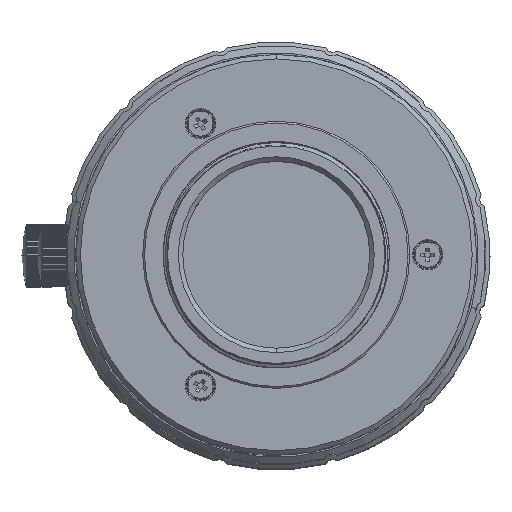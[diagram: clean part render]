
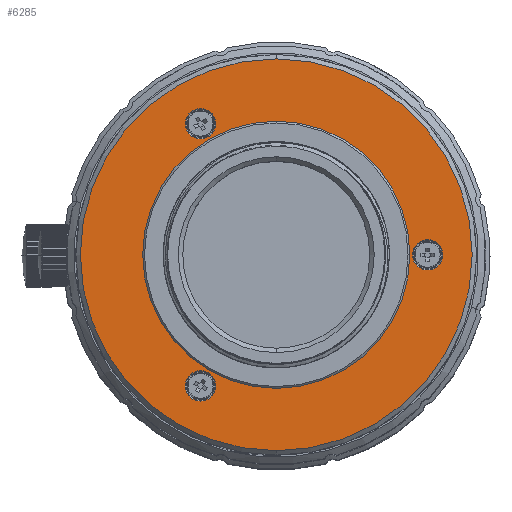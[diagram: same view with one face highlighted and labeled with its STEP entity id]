
A CAD part, top view. The second image highlights one B-rep face of the part: STEP entity #6285.
In plain terms, the highlighted planar face has unit normal (0, 0, 1).
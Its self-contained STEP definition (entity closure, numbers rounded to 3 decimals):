
#1053=CARTESIAN_POINT('',(0.,0.,17.3));
#1054=DIRECTION('',(0.,0.,-1.));
#1055=DIRECTION('',(0.,-1.,0.));
#1056=AXIS2_PLACEMENT_3D('',#1053,#1054,#1055);
#1058=CARTESIAN_POINT('',(0.,0.,17.3));
#1059=DIRECTION('',(0.,0.,-1.));
#1060=DIRECTION('',(0.,1.,0.));
#1061=AXIS2_PLACEMENT_3D('',#1058,#1059,#1060);
#1063=CARTESIAN_POINT('',(0.,0.,17.3));
#1064=DIRECTION('',(0.,0.,1.));
#1065=DIRECTION('',(0.,1.,0.));
#1066=AXIS2_PLACEMENT_3D('',#1063,#1064,#1065);
#1068=CARTESIAN_POINT('',(0.,0.,17.3));
#1069=DIRECTION('',(0.,0.,1.));
#1070=DIRECTION('',(0.,-1.,0.));
#1071=AXIS2_PLACEMENT_3D('',#1068,#1069,#1070);
#1073=CARTESIAN_POINT('',(17.,0.,17.3));
#1074=DIRECTION('',(0.,0.,1.));
#1075=DIRECTION('',(0.,-1.,0.));
#1076=AXIS2_PLACEMENT_3D('',#1073,#1074,#1075);
#1078=CARTESIAN_POINT('',(17.,0.,17.3));
#1079=DIRECTION('',(0.,0.,1.));
#1080=DIRECTION('',(0.,1.,0.));
#1081=AXIS2_PLACEMENT_3D('',#1078,#1079,#1080);
#1083=CARTESIAN_POINT('',(-8.5,14.722,17.3));
#1084=DIRECTION('',(0.,0.,1.));
#1085=DIRECTION('',(-0.866,-0.5,0.));
#1086=AXIS2_PLACEMENT_3D('',#1083,#1084,#1085);
#1088=CARTESIAN_POINT('',(-8.5,14.722,17.3));
#1089=DIRECTION('',(0.,0.,1.));
#1090=DIRECTION('',(0.,-1.,0.));
#1091=AXIS2_PLACEMENT_3D('',#1088,#1089,#1090);
#1093=CARTESIAN_POINT('',(-8.5,14.722,17.3));
#1094=DIRECTION('',(0.,0.,1.));
#1095=DIRECTION('',(0.866,0.5,0.));
#1096=AXIS2_PLACEMENT_3D('',#1093,#1094,#1095);
#1098=CARTESIAN_POINT('',(-8.5,14.722,17.3));
#1099=DIRECTION('',(0.,0.,1.));
#1100=DIRECTION('',(0.,1.,0.));
#1101=AXIS2_PLACEMENT_3D('',#1098,#1099,#1100);
#1103=CARTESIAN_POINT('',(-8.5,-14.722,17.3));
#1104=DIRECTION('',(0.,0.,1.));
#1105=DIRECTION('',(0.866,-0.5,0.));
#1106=AXIS2_PLACEMENT_3D('',#1103,#1104,#1105);
#1108=CARTESIAN_POINT('',(-8.5,-14.722,17.3));
#1109=DIRECTION('',(0.,0.,1.));
#1110=DIRECTION('',(0.,1.,0.));
#1111=AXIS2_PLACEMENT_3D('',#1108,#1109,#1110);
#1113=CARTESIAN_POINT('',(-8.5,-14.722,17.3));
#1114=DIRECTION('',(0.,0.,1.));
#1115=DIRECTION('',(-0.866,0.5,0.));
#1116=AXIS2_PLACEMENT_3D('',#1113,#1114,#1115);
#1118=CARTESIAN_POINT('',(-8.5,-14.722,17.3));
#1119=DIRECTION('',(0.,0.,1.));
#1120=DIRECTION('',(0.,-1.,0.));
#1121=AXIS2_PLACEMENT_3D('',#1118,#1119,#1120);
#5021=CARTESIAN_POINT('',(0.,-15.,17.3));
#5022=VERTEX_POINT('',#5021);
#5023=CARTESIAN_POINT('',(0.,15.,17.3));
#5024=VERTEX_POINT('',#5023);
#5025=CARTESIAN_POINT('',(0.,-22.,17.3));
#5026=CARTESIAN_POINT('',(0.,22.,17.3));
#5027=VERTEX_POINT('',#5025);
#5028=VERTEX_POINT('',#5026);
#5029=CARTESIAN_POINT('',(17.,-1.7,17.3));
#5030=CARTESIAN_POINT('',(17.,1.7,17.3));
#5031=VERTEX_POINT('',#5029);
#5032=VERTEX_POINT('',#5030);
#5033=CARTESIAN_POINT('',(-8.5,13.022,17.3));
#5034=CARTESIAN_POINT('',(-7.028,15.572,17.3));
#5035=VERTEX_POINT('',#5033);
#5036=VERTEX_POINT('',#5034);
#5037=CARTESIAN_POINT('',(-9.972,13.872,17.3));
#5038=VERTEX_POINT('',#5037);
#5039=CARTESIAN_POINT('',(-8.5,16.422,17.3));
#5040=VERTEX_POINT('',#5039);
#5041=CARTESIAN_POINT('',(-8.5,-13.022,17.3));
#5042=CARTESIAN_POINT('',(-9.972,-13.872,17.3));
#5043=VERTEX_POINT('',#5041);
#5044=VERTEX_POINT('',#5042);
#5045=CARTESIAN_POINT('',(-7.028,-15.572,17.3));
#5046=VERTEX_POINT('',#5045);
#5047=CARTESIAN_POINT('',(-8.5,-16.422,17.3));
#5048=VERTEX_POINT('',#5047);
#6243=CARTESIAN_POINT('',(0.,0.,17.3));
#6244=DIRECTION('',(0.,0.,1.));
#6245=DIRECTION('',(0.,-1.,0.));
#6246=AXIS2_PLACEMENT_3D('',#6243,#6244,#6245);
#6247=PLANE('',#6246);
#6248=ORIENTED_EDGE('',*,*,#6233,.T.);
#6250=ORIENTED_EDGE('',*,*,#6249,.T.);
#6251=EDGE_LOOP('',(#6248,#6250));
#6252=FACE_OUTER_BOUND('',#6251,.F.);
#6254=ORIENTED_EDGE('',*,*,#6253,.T.);
#6256=ORIENTED_EDGE('',*,*,#6255,.T.);
#6257=EDGE_LOOP('',(#6254,#6256));
#6258=FACE_BOUND('',#6257,.F.);
#6260=ORIENTED_EDGE('',*,*,#6259,.T.);
#6262=ORIENTED_EDGE('',*,*,#6261,.T.);
#6263=EDGE_LOOP('',(#6260,#6262));
#6264=FACE_BOUND('',#6263,.F.);
#6266=ORIENTED_EDGE('',*,*,#6265,.T.);
#6268=ORIENTED_EDGE('',*,*,#6267,.T.);
#6270=ORIENTED_EDGE('',*,*,#6269,.T.);
#6272=ORIENTED_EDGE('',*,*,#6271,.T.);
#6273=EDGE_LOOP('',(#6266,#6268,#6270,#6272));
#6274=FACE_BOUND('',#6273,.F.);
#6276=ORIENTED_EDGE('',*,*,#6275,.T.);
#6278=ORIENTED_EDGE('',*,*,#6277,.T.);
#6280=ORIENTED_EDGE('',*,*,#6279,.T.);
#6282=ORIENTED_EDGE('',*,*,#6281,.T.);
#6283=EDGE_LOOP('',(#6276,#6278,#6280,#6282));
#6284=FACE_BOUND('',#6283,.F.);
#1057=CIRCLE('',#1056,22.);
#1062=CIRCLE('',#1061,22.);
#1067=CIRCLE('',#1066,15.);
#1072=CIRCLE('',#1071,15.);
#1077=CIRCLE('',#1076,1.7);
#1082=CIRCLE('',#1081,1.7);
#1087=CIRCLE('',#1086,1.7);
#1092=CIRCLE('',#1091,1.7);
#1097=CIRCLE('',#1096,1.7);
#1102=CIRCLE('',#1101,1.7);
#1107=CIRCLE('',#1106,1.7);
#1112=CIRCLE('',#1111,1.7);
#1117=CIRCLE('',#1116,1.7);
#1122=CIRCLE('',#1121,1.7);
#6233=EDGE_CURVE('',#5027,#5028,#1057,.T.);
#6249=EDGE_CURVE('',#5028,#5027,#1062,.T.);
#6253=EDGE_CURVE('',#5024,#5022,#1067,.T.);
#6255=EDGE_CURVE('',#5022,#5024,#1072,.T.);
#6259=EDGE_CURVE('',#5031,#5032,#1077,.T.);
#6261=EDGE_CURVE('',#5032,#5031,#1082,.T.);
#6265=EDGE_CURVE('',#5038,#5035,#1087,.T.);
#6267=EDGE_CURVE('',#5035,#5036,#1092,.T.);
#6269=EDGE_CURVE('',#5036,#5040,#1097,.T.);
#6271=EDGE_CURVE('',#5040,#5038,#1102,.T.);
#6275=EDGE_CURVE('',#5046,#5043,#1107,.T.);
#6277=EDGE_CURVE('',#5043,#5044,#1112,.T.);
#6279=EDGE_CURVE('',#5044,#5048,#1117,.T.);
#6281=EDGE_CURVE('',#5048,#5046,#1122,.T.);
#6285=ADVANCED_FACE('',(#6252,#6258,#6264,#6274,#6284),#6247,.T.);
